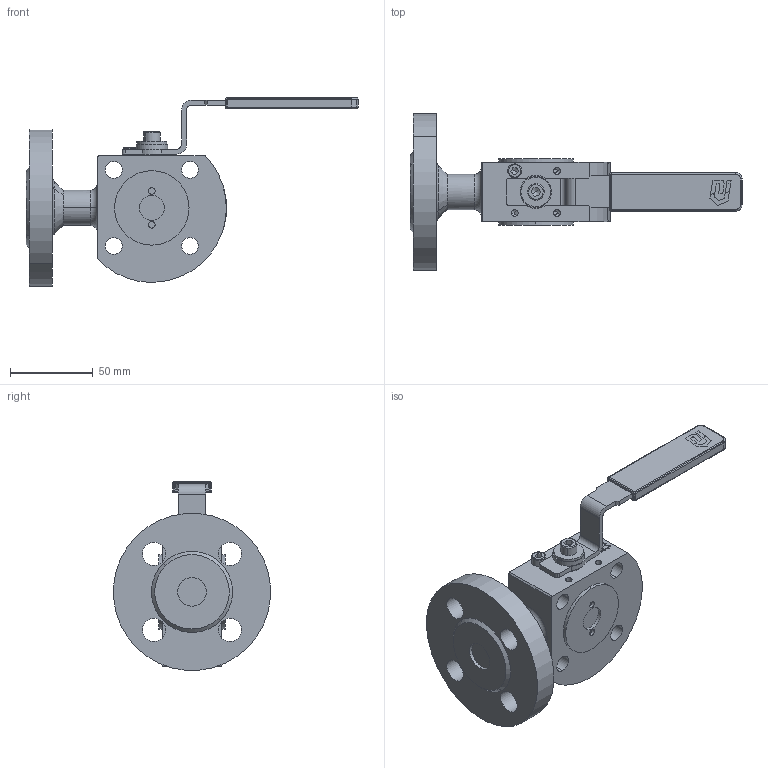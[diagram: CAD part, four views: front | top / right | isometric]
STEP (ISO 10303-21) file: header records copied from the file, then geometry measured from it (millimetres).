
FILE_DESCRIPTION(('HOOPS Exchange Step'),'2;1');
FILE_NAME('FK07_DN15.stp','2025-08-13T10:55:15+02:00',('nieru'),('Unknown organisation'),'HOOPS Exchange 2024.2','HOOPS Exchange','Unknown authorisation');
FILE_SCHEMA( ('AP203_CONFIGURATION_CONTROLLED_3D_DESIGN_OF_MECHANICAL_PARTS_AND_ASSEMBLIES_MIM_LF') );
Length unit declared in the file: millimetre
Products named in the file (2): 0; root
Assembly tree (1 placements, depth 2):
  root
    0
Bounding box: 200.52 x 94.64 x 113.83 mm (x, y, z)
Volume: 307344.6 mm3; surface area: 54722.9 mm2
Topology: 1 solids, 1 shells, 462 faces, 1392 edges, 975 vertices
Faces by surface type: bspline 187, plane 137, cylinder 108, cone 14, torus 12, sphere 4
Entity records: 18844 total; most frequent: CARTESIAN_POINT 7452, ORIENTED_EDGE 2768, DIRECTION 1548, EDGE_CURVE 1384, VERTEX_POINT 975, VECTOR 592, LINE 592, B_SPLINE_CURVE_WITH_KNOTS 576
